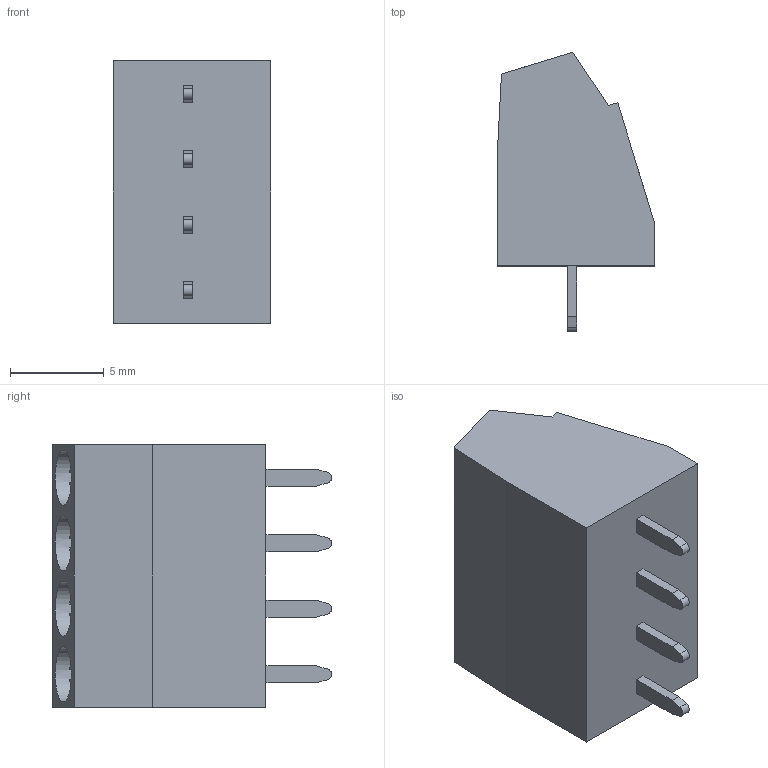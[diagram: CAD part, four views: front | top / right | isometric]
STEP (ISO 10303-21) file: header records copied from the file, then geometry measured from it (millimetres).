
FILE_DESCRIPTION((''),'2;1');
FILE_NAME('PRT0001','2024-10-19T',('sj'),(''),'PRO/ENGINEER BY PARAMETRIC TECHNOLOGY CORPORATION, 2013240','PRO/ENGINEER BY PARAMETRIC TECHNOLOGY CORPORATION, 2013240','');
FILE_SCHEMA(('AUTOMOTIVE_DESIGN_CC2 { 1 2 10303 214 -1 1 5 2 }'));
Length unit declared in the file: millimetre
Products named in the file (1): PRT0001
Bounding box: 8.4 x 14.9 x 14 mm (x, y, z)
Volume: 1029.2 mm3; surface area: 772.4 mm2
Topology: 1 solids, 1 shells, 118 faces, 280 edges, 176 vertices
Faces by surface type: plane 106, cylinder 12
Entity records: 3348 total; most frequent: CARTESIAN_POINT 574, ORIENTED_EDGE 560, DIRECTION 556, EDGE_CURVE 280, VECTOR 240, LINE 240, VERTEX_POINT 176, AXIS2_PLACEMENT_3D 158
